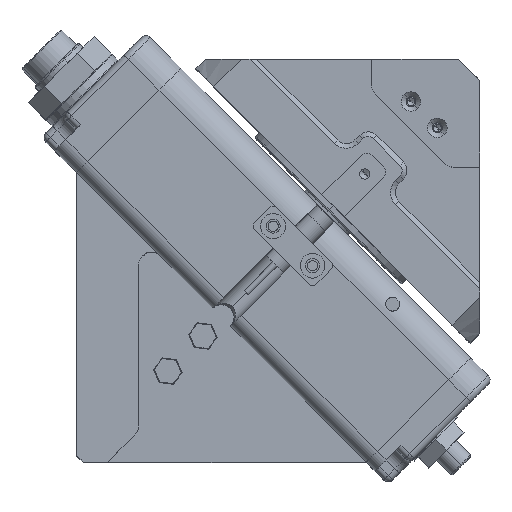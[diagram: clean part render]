
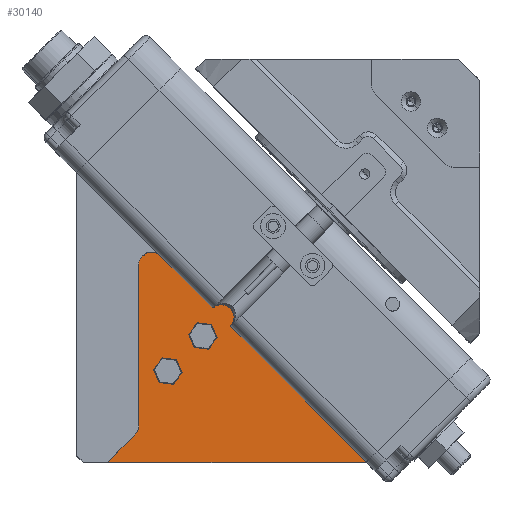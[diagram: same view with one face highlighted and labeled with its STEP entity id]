
A CAD part, top view. The second image highlights one B-rep face of the part: STEP entity #30140.
In plain terms, the highlighted planar face has unit normal (0, 0, 1).
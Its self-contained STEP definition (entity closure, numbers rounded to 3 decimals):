
#267 = ORIENTED_EDGE ( 'NONE', *, *, #10812, .F. ) ;
#632 = DIRECTION ( 'NONE',  ( 0., 0., 1. ) ) ;
#681 = CARTESIAN_POINT ( 'NONE',  ( 27.802, -21.978, 207.7 ) ) ;
#793 = DIRECTION ( 'NONE',  ( 0., -1., 0. ) ) ;
#1442 = EDGE_CURVE ( 'NONE', #36262, #5931, #24752, .T. ) ;
#1644 = ORIENTED_EDGE ( 'NONE', *, *, #26872, .T. ) ;
#1998 = EDGE_CURVE ( 'NONE', #27527, #34293, #44947, .T. ) ;
#2050 = EDGE_CURVE ( 'NONE', #41893, #31674, #13386, .T. ) ;
#3364 = VERTEX_POINT ( 'NONE', #12770 ) ;
#3537 = VECTOR ( 'NONE', #793, 1000. ) ;
#4958 = DIRECTION ( 'NONE',  ( -0.707, 0.707, 0. ) ) ;
#5037 = LINE ( 'NONE', #10585, #30998 ) ;
#5157 = CARTESIAN_POINT ( 'NONE',  ( 23.802, -21.978, 207.7 ) ) ;
#5417 = CARTESIAN_POINT ( 'NONE',  ( 53.496, -41.683, 207.7 ) ) ;
#5931 = VERTEX_POINT ( 'NONE', #24412 ) ;
#6134 = DIRECTION ( 'NONE',  ( 1., -0.029, 0. ) ) ;
#6578 = AXIS2_PLACEMENT_3D ( 'NONE', #24631, #35338, #38798 ) ;
#7643 = VERTEX_POINT ( 'NONE', #19094 ) ;
#7996 = DIRECTION ( 'NONE',  ( -0.707, 0.707, 0. ) ) ;
#8159 = CARTESIAN_POINT ( 'NONE',  ( 23.802, -75.66, 207.7 ) ) ;
#8258 = CARTESIAN_POINT ( 'NONE',  ( 50.471, -38.99, 207.7 ) ) ;
#8993 = ORIENTED_EDGE ( 'NONE', *, *, #44868, .F. ) ;
#9197 = EDGE_CURVE ( 'NONE', #29583, #41893, #45744, .T. ) ;
#10186 = EDGE_CURVE ( 'NONE', #3364, #29583, #10191, .T. ) ;
#10191 = CIRCLE ( 'NONE', #38176, 4. ) ;
#10544 = ORIENTED_EDGE ( 'NONE', *, *, #39999, .T. ) ;
#10585 = CARTESIAN_POINT ( 'NONE',  ( 53.496, -41.683, 207.7 ) ) ;
#10812 = EDGE_CURVE ( 'NONE', #24532, #25856, #46235, .T. ) ;
#10874 = DIRECTION ( 'NONE',  ( 0., 0., -1. ) ) ;
#11030 = ORIENTED_EDGE ( 'NONE', *, *, #39805, .T. ) ;
#11423 = CARTESIAN_POINT ( 'NONE',  ( 25.067, -19.06, 207.7 ) ) ;
#12067 = DIRECTION ( 'NONE',  ( -0.707, 0.707, 0. ) ) ;
#12583 = EDGE_CURVE ( 'NONE', #7643, #24532, #33982, .T. ) ;
#12770 = CARTESIAN_POINT ( 'NONE',  ( 24.973, -19.15, 207.7 ) ) ;
#12810 = ORIENTED_EDGE ( 'NONE', *, *, #1442, .F. ) ;
#13377 = CARTESIAN_POINT ( 'NONE',  ( 13.802, -85.66, 207.7 ) ) ;
#13386 = CIRCLE ( 'NONE', #6578, 5. ) ;
#13711 = AXIS2_PLACEMENT_3D ( 'NONE', #8258, #19011, #4958 ) ;
#14353 = ORIENTED_EDGE ( 'NONE', *, *, #1998, .F. ) ;
#15173 = ORIENTED_EDGE ( 'NONE', *, *, #22722, .F. ) ;
#15271 = CARTESIAN_POINT ( 'NONE',  ( 13.802, -85.66, 207.7 ) ) ;
#15661 = VECTOR ( 'NONE', #24016, 1000. ) ;
#15717 = VECTOR ( 'NONE', #42292, 1000. ) ;
#16827 = CARTESIAN_POINT ( 'NONE',  ( 25.592, -38.99, 207.7 ) ) ;
#16931 = CARTESIAN_POINT ( 'NONE',  ( 23.802, -73.588, 207.7 ) ) ;
#16981 = ORIENTED_EDGE ( 'NONE', *, *, #10186, .T. ) ;
#17044 = CARTESIAN_POINT ( 'NONE',  ( 12.935, -19.06, 207.7 ) ) ;
#17364 = EDGE_CURVE ( 'NONE', #25856, #25880, #34727, .T. ) ;
#17522 = DIRECTION ( 'NONE',  ( 1., 0., 0. ) ) ;
#17755 = ORIENTED_EDGE ( 'NONE', *, *, #9197, .T. ) ;
#18047 = CARTESIAN_POINT ( 'NONE',  ( 97.14, -85.66, 207.7 ) ) ;
#18489 = DIRECTION ( 'NONE',  ( 0.029, -1., 0. ) ) ;
#19011 = DIRECTION ( 'NONE',  ( 0., 0., -1. ) ) ;
#19094 = CARTESIAN_POINT ( 'NONE',  ( 30.63, -19.15, 207.7 ) ) ;
#19667 = ORIENTED_EDGE ( 'NONE', *, *, #2050, .T. ) ;
#21637 = LINE ( 'NONE', #38226, #36818 ) ;
#21652 = VERTEX_POINT ( 'NONE', #11423 ) ;
#22066 = CARTESIAN_POINT ( 'NONE',  ( 27.802, -21.978, 207.7 ) ) ;
#22113 = DIRECTION ( 'NONE',  ( -0.707, 0.707, 0. ) ) ;
#22389 = FACE_OUTER_BOUND ( 'NONE', #34294, .T. ) ;
#22722 = EDGE_CURVE ( 'NONE', #21652, #36262, #44476, .T. ) ;
#23929 = LINE ( 'NONE', #15271, #44655 ) ;
#24016 = DIRECTION ( 'NONE',  ( 0.707, -0.707, 0. ) ) ;
#24412 = CARTESIAN_POINT ( 'NONE',  ( 25.592, -18.644, 207.7 ) ) ;
#24494 = CARTESIAN_POINT ( 'NONE',  ( 47.435, -35.955, 207.7 ) ) ;
#24532 = VERTEX_POINT ( 'NONE', #24494 ) ;
#24631 = CARTESIAN_POINT ( 'NONE',  ( 18.802, -73.588, 207.7 ) ) ;
#24752 = LINE ( 'NONE', #16827, #15717 ) ;
#24779 = DIRECTION ( 'NONE',  ( -0.707, 0.707, 0. ) ) ;
#25856 = VERTEX_POINT ( 'NONE', #26706 ) ;
#25880 = VERTEX_POINT ( 'NONE', #5417 ) ;
#25972 = CIRCLE ( 'NONE', #32719, 4. ) ;
#26706 = CARTESIAN_POINT ( 'NONE',  ( 47.778, -35.965, 207.7 ) ) ;
#26872 = EDGE_CURVE ( 'NONE', #31674, #42523, #23929, .T. ) ;
#27527 = VERTEX_POINT ( 'NONE', #35631 ) ;
#28364 = VECTOR ( 'NONE', #42771, 1000. ) ;
#29583 = VERTEX_POINT ( 'NONE', #5157 ) ;
#30085 = CARTESIAN_POINT ( 'NONE',  ( 27.802, -21.978, 207.7 ) ) ;
#30140 = ADVANCED_FACE ( 'NONE', ( #22389 ), #36927, .F. ) ;
#30998 = VECTOR ( 'NONE', #18489, 1000. ) ;
#31674 = VERTEX_POINT ( 'NONE', #36265 ) ;
#32719 = AXIS2_PLACEMENT_3D ( 'NONE', #30085, #33706, #12067 ) ;
#32979 = DIRECTION ( 'NONE',  ( 0., 0., 1. ) ) ;
#33706 = DIRECTION ( 'NONE',  ( 0., 0., 1. ) ) ;
#33982 = LINE ( 'NONE', #42444, #28364 ) ;
#34137 = DIRECTION ( 'NONE',  ( -1., 0., 0. ) ) ;
#34293 = VERTEX_POINT ( 'NONE', #18047 ) ;
#34294 = EDGE_LOOP ( 'NONE', ( #12810, #15173, #10544, #16981, #17755, #19667, #1644, #8993, #14353, #42568, #37544, #267, #44813, #11030 ) ) ;
#34727 = CIRCLE ( 'NONE', #34764, 4.05 ) ;
#34764 = AXIS2_PLACEMENT_3D ( 'NONE', #35636, #10874, #24779 ) ;
#35338 = DIRECTION ( 'NONE',  ( 0., 0., -1. ) ) ;
#35596 = VECTOR ( 'NONE', #6134, 1000. ) ;
#35631 = CARTESIAN_POINT ( 'NONE',  ( 53.506, -42.026, 207.7 ) ) ;
#35636 = CARTESIAN_POINT ( 'NONE',  ( 50.471, -38.99, 207.7 ) ) ;
#36262 = VERTEX_POINT ( 'NONE', #43425 ) ;
#36265 = CARTESIAN_POINT ( 'NONE',  ( 22.337, -77.124, 207.7 ) ) ;
#36818 = VECTOR ( 'NONE', #34137, 1000. ) ;
#36927 = PLANE ( 'NONE',  #13711 ) ;
#37166 = DIRECTION ( 'NONE',  ( -0.707, -0.707, 0. ) ) ;
#37544 = ORIENTED_EDGE ( 'NONE', *, *, #17364, .F. ) ;
#38176 = AXIS2_PLACEMENT_3D ( 'NONE', #681, #32979, #22113 ) ;
#38226 = CARTESIAN_POINT ( 'NONE',  ( 97.14, -85.66, 207.7 ) ) ;
#38798 = DIRECTION ( 'NONE',  ( -0.707, 0.707, 0. ) ) ;
#39324 = AXIS2_PLACEMENT_3D ( 'NONE', #22066, #632, #7996 ) ;
#39805 = EDGE_CURVE ( 'NONE', #7643, #5931, #42301, .T. ) ;
#39999 = EDGE_CURVE ( 'NONE', #21652, #3364, #25972, .T. ) ;
#40815 = EDGE_CURVE ( 'NONE', #25880, #27527, #5037, .T. ) ;
#41784 = CARTESIAN_POINT ( 'NONE',  ( 53.506, -42.026, 207.7 ) ) ;
#41893 = VERTEX_POINT ( 'NONE', #16931 ) ;
#42241 = VECTOR ( 'NONE', #17522, 1000. ) ;
#42292 = DIRECTION ( 'NONE',  ( 0., 1., 0. ) ) ;
#42301 = CIRCLE ( 'NONE', #39324, 4. ) ;
#42444 = CARTESIAN_POINT ( 'NONE',  ( 30.63, -19.15, 207.7 ) ) ;
#42481 = CARTESIAN_POINT ( 'NONE',  ( 47.435, -35.955, 207.7 ) ) ;
#42523 = VERTEX_POINT ( 'NONE', #13377 ) ;
#42568 = ORIENTED_EDGE ( 'NONE', *, *, #40815, .F. ) ;
#42771 = DIRECTION ( 'NONE',  ( 0.707, -0.707, 0. ) ) ;
#43425 = CARTESIAN_POINT ( 'NONE',  ( 25.592, -19.06, 207.7 ) ) ;
#44476 = LINE ( 'NONE', #17044, #42241 ) ;
#44655 = VECTOR ( 'NONE', #37166, 1000. ) ;
#44813 = ORIENTED_EDGE ( 'NONE', *, *, #12583, .F. ) ;
#44868 = EDGE_CURVE ( 'NONE', #34293, #42523, #21637, .T. ) ;
#44947 = LINE ( 'NONE', #41784, #15661 ) ;
#45744 = LINE ( 'NONE', #8159, #3537 ) ;
#46235 = LINE ( 'NONE', #42481, #35596 ) ;
